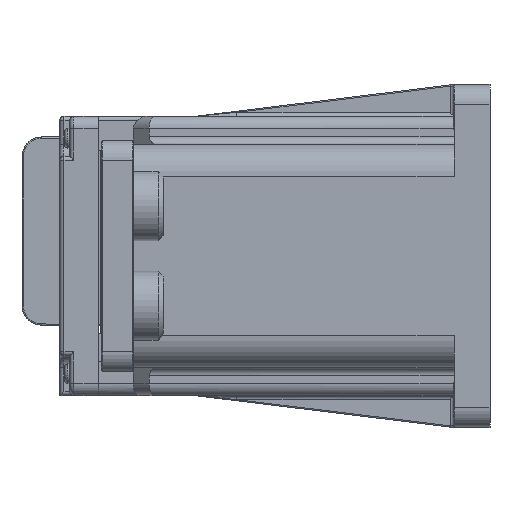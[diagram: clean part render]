
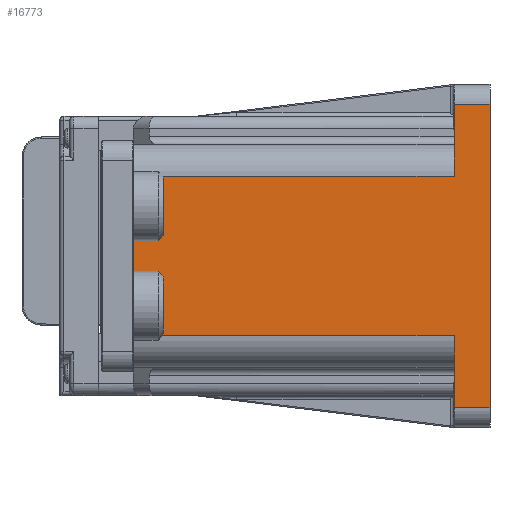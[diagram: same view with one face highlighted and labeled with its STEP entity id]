
A CAD part, left-side view. The second image highlights one B-rep face of the part: STEP entity #16773.
In plain terms, the highlighted planar face has unit normal (-1, 0, 0).
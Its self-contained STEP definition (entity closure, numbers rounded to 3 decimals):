
#776=DIRECTION('',(0.,1.,0.));
#777=VECTOR('',#776,80.4);
#778=CARTESIAN_POINT('',(-52.,9.,-20.));
#779=LINE('',#778,#777);
#783=DIRECTION('',(0.,0.,1.));
#784=VECTOR('',#783,40.);
#785=CARTESIAN_POINT('',(-52.,89.4,-20.));
#786=LINE('',#785,#784);
#790=DIRECTION('',(0.,1.,0.));
#791=VECTOR('',#790,80.4);
#792=CARTESIAN_POINT('',(-52.,9.,20.));
#793=LINE('',#792,#791);
#797=DIRECTION('',(0.,-1.,0.));
#798=VECTOR('',#797,9.);
#799=CARTESIAN_POINT('',(-52.,9.,38.));
#800=LINE('',#799,#798);
#804=DIRECTION('',(0.,0.,-1.));
#805=VECTOR('',#804,76.);
#806=CARTESIAN_POINT('',(-52.,0.,38.));
#807=LINE('',#806,#805);
#811=DIRECTION('',(0.,1.,0.));
#812=VECTOR('',#811,9.);
#813=CARTESIAN_POINT('',(-52.,0.,-38.));
#814=LINE('',#813,#812);
#938=DIRECTION('',(0.,0.,-1.));
#939=VECTOR('',#938,18.);
#940=CARTESIAN_POINT('',(-52.,9.,38.));
#941=LINE('',#940,#939);
#953=DIRECTION('',(0.,0.,-1.));
#954=VECTOR('',#953,18.);
#955=CARTESIAN_POINT('',(-52.,9.,-20.));
#956=LINE('',#955,#954);
#15433=CARTESIAN_POINT('',(-52.,0.,38.));
#15435=VERTEX_POINT('',#15433);
#15436=CARTESIAN_POINT('',(-52.,9.,38.));
#15437=VERTEX_POINT('',#15436);
#15476=CARTESIAN_POINT('',(-52.,0.,-38.));
#15478=VERTEX_POINT('',#15476);
#15482=CARTESIAN_POINT('',(-52.,9.,-38.));
#15483=VERTEX_POINT('',#15482);
#15701=CARTESIAN_POINT('',(-52.,89.4,-20.));
#15703=VERTEX_POINT('',#15701);
#15704=CARTESIAN_POINT('',(-52.,9.,-20.));
#15705=VERTEX_POINT('',#15704);
#15708=CARTESIAN_POINT('',(-52.,89.4,20.));
#15710=VERTEX_POINT('',#15708);
#15714=CARTESIAN_POINT('',(-52.,9.,20.));
#15715=VERTEX_POINT('',#15714);
#16752=CARTESIAN_POINT('',(-52.,0.,-45.));
#16753=DIRECTION('',(-1.,0.,0.));
#16754=DIRECTION('',(0.,0.,1.));
#16755=AXIS2_PLACEMENT_3D('',#16752,#16753,#16754);
#16756=PLANE('',#16755);
#16757=ORIENTED_EDGE('',*,*,#16743,.T.);
#16758=ORIENTED_EDGE('',*,*,#16558,.T.);
#16760=ORIENTED_EDGE('',*,*,#16759,.F.);
#16762=ORIENTED_EDGE('',*,*,#16761,.F.);
#16764=ORIENTED_EDGE('',*,*,#16763,.T.);
#16766=ORIENTED_EDGE('',*,*,#16765,.T.);
#16768=ORIENTED_EDGE('',*,*,#16767,.T.);
#16770=ORIENTED_EDGE('',*,*,#16769,.F.);
#16771=EDGE_LOOP('',(#16757,#16758,#16760,#16762,#16764,#16766,#16768,#16770));
#16772=FACE_OUTER_BOUND('',#16771,.F.);
#16558=EDGE_CURVE('',#15703,#15710,#786,.T.);
#16743=EDGE_CURVE('',#15705,#15703,#779,.T.);
#16759=EDGE_CURVE('',#15715,#15710,#793,.T.);
#16761=EDGE_CURVE('',#15437,#15715,#941,.T.);
#16763=EDGE_CURVE('',#15437,#15435,#800,.T.);
#16765=EDGE_CURVE('',#15435,#15478,#807,.T.);
#16767=EDGE_CURVE('',#15478,#15483,#814,.T.);
#16769=EDGE_CURVE('',#15705,#15483,#956,.T.);
#16773=ADVANCED_FACE('',(#16772),#16756,.T.);
